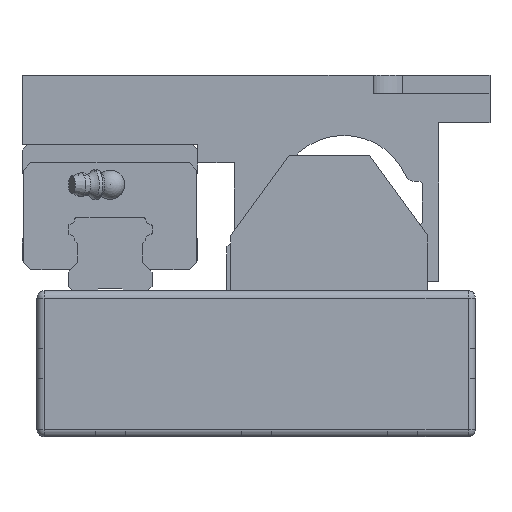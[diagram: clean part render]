
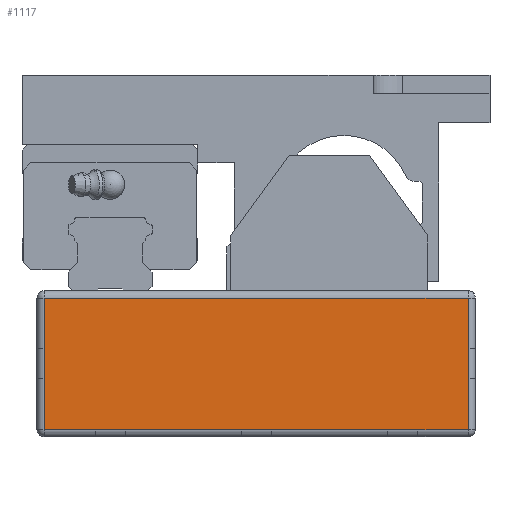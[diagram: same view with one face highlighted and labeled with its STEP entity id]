
A CAD part, left-side view. The second image highlights one B-rep face of the part: STEP entity #1117.
In plain terms, the highlighted planar face has unit normal (-1, 0, 0).
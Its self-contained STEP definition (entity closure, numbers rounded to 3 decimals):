
#1117 = ADVANCED_FACE( '', ( #2400 ), #2401, .T. );
#2400 = FACE_OUTER_BOUND( '', #3863, .T. );
#2401 = PLANE( '', #3864 );
#3863 = EDGE_LOOP( '', ( #7030, #7031, #7032, #7033 ) );
#3864 = AXIS2_PLACEMENT_3D( '', #7034, #7035, #7036 );
#7030 = ORIENTED_EDGE( '', *, *, #7808, .F. );
#7031 = ORIENTED_EDGE( '', *, *, #7848, .F. );
#7032 = ORIENTED_EDGE( '', *, *, #8746, .F. );
#7033 = ORIENTED_EDGE( '', *, *, #8261, .F. );
#7034 = CARTESIAN_POINT( '', ( -493., 58., 38. ) );
#7035 = DIRECTION( '', ( -1., 0., 0. ) );
#7036 = DIRECTION( '', ( 0., 0., 1. ) );
#7808 = EDGE_CURVE( '', #9241, #9244, #9245, .T. );
#7848 = EDGE_CURVE( '', #9316, #9241, #9318, .T. );
#8261 = EDGE_CURVE( '', #9244, #9983, #10024, .T. );
#8746 = EDGE_CURVE( '', #9983, #9316, #10756, .T. );
#9241 = VERTEX_POINT( '', #11333 );
#9244 = VERTEX_POINT( '', #11336 );
#9245 = LINE( '', #11337, #11338 );
#9316 = VERTEX_POINT( '', #11431 );
#9318 = LINE( '', #11433, #11434 );
#9983 = VERTEX_POINT( '', #12351 );
#10024 = LINE( '', #12404, #12405 );
#10756 = LINE( '', #13464, #13465 );
#11333 = CARTESIAN_POINT( '', ( -493., 58., 2. ) );
#11336 = CARTESIAN_POINT( '', ( -493., 58., 38. ) );
#11337 = CARTESIAN_POINT( '', ( -493., 58., 38. ) );
#11338 = VECTOR( '', #14170, 1000. );
#11431 = CARTESIAN_POINT( '', ( -493., -58., 2. ) );
#11433 = CARTESIAN_POINT( '', ( -493., 58., 2. ) );
#11434 = VECTOR( '', #14229, 1000. );
#12351 = CARTESIAN_POINT( '', ( -493., -58., 38. ) );
#12404 = CARTESIAN_POINT( '', ( -493., -58., 38. ) );
#12405 = VECTOR( '', #14743, 1000. );
#13464 = CARTESIAN_POINT( '', ( -493., -58., 2. ) );
#13465 = VECTOR( '', #15311, 1000. );
#14170 = DIRECTION( '', ( 0., 0., 1. ) );
#14229 = DIRECTION( '', ( 0., 1., 0. ) );
#14743 = DIRECTION( '', ( 0., -1., 0. ) );
#15311 = DIRECTION( '', ( 0., 0., -1. ) );
